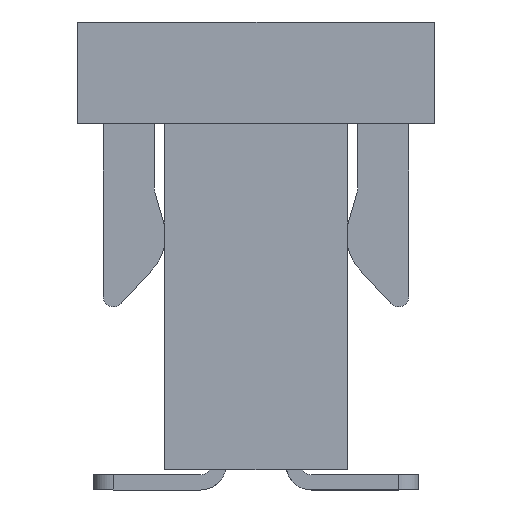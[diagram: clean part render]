
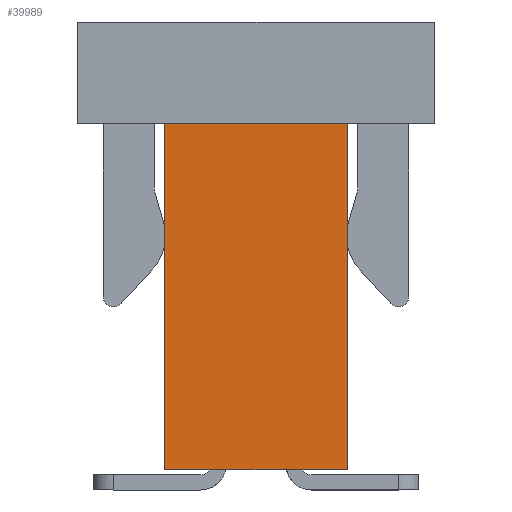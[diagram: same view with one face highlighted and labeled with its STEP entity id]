
A CAD part, left-side view. The second image highlights one B-rep face of the part: STEP entity #39989.
In plain terms, the highlighted planar face has unit normal (-1, 0, 0).
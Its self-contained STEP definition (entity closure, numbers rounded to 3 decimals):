
#27=CARTESIAN_POINT('',(-6.55,-0.9,1.7));
#28=VERTEX_POINT('',#27);
#49=CARTESIAN_POINT('',(-6.55,0.9,1.7));
#50=VERTEX_POINT('',#49);
#60=CARTESIAN_POINT('',(-6.55,-0.9,1.7));
#61=CARTESIAN_POINT('',(-6.55,-0.54,1.7));
#62=CARTESIAN_POINT('',(-6.55,-0.18,1.7));
#63=CARTESIAN_POINT('',(-6.55,0.18,1.7));
#64=CARTESIAN_POINT('',(-6.55,0.54,1.7));
#65=CARTESIAN_POINT('',(-6.55,0.9,1.7));
#66=B_SPLINE_CURVE_WITH_KNOTS('',5,(#60,#61,#62,#63,#64,#65),.UNSPECIFIED.,.F.,.U.,(6,6),(0.,1.8),.UNSPECIFIED.);
#67=EDGE_CURVE('',#28,#50,#66,.T.);
#39916=CARTESIAN_POINT('',(-6.55,-0.9,-1.7));
#39917=VERTEX_POINT('',#39916);
#39929=CARTESIAN_POINT('',(-6.55,-0.9,1.7));
#39930=CARTESIAN_POINT('',(-6.55,-0.9,1.02));
#39931=CARTESIAN_POINT('',(-6.55,-0.9,0.34));
#39932=CARTESIAN_POINT('',(-6.55,-0.9,-0.34));
#39933=CARTESIAN_POINT('',(-6.55,-0.9,-1.02));
#39934=CARTESIAN_POINT('',(-6.55,-0.9,-1.7));
#39935=B_SPLINE_CURVE_WITH_KNOTS('',5,(#39929,#39930,#39931,#39932,#39933,#39934),.UNSPECIFIED.,.F.,.U.,(6,6),(0.,3.4),.UNSPECIFIED.);
#39936=EDGE_CURVE('',#28,#39917,#39935,.T.);
#39941=CARTESIAN_POINT('',(-6.55,0.,0.));
#39942=DIRECTION('',(0.,-1.,0.));
#39943=DIRECTION('',(-1.,0.,0.));
#39944=AXIS2_PLACEMENT_3D('',#39941,#39943,#39942);
#39945=PLANE('',#39944);
#39946=CARTESIAN_POINT('',(-6.55,-0.505,-1.7));
#39947=VERTEX_POINT('',#39946);
#39948=CARTESIAN_POINT('',(-6.55,0.505,-1.7));
#39949=VERTEX_POINT('',#39948);
#39950=CARTESIAN_POINT('',(-6.55,-0.505,-1.7));
#39951=DIRECTION('',(0.,1.,0.));
#39952=VECTOR('',#39951,1.01);
#39953=LINE('',#39950,#39952);
#39954=EDGE_CURVE('',#39947,#39949,#39953,.T.);
#39955=ORIENTED_EDGE('',*,*,#39954,.F.);
#39956=CARTESIAN_POINT('',(-6.55,-0.9,-1.7));
#39957=CARTESIAN_POINT('',(-6.55,-0.821,-1.7));
#39958=CARTESIAN_POINT('',(-6.55,-0.742,-1.7));
#39959=CARTESIAN_POINT('',(-6.55,-0.663,-1.7));
#39960=CARTESIAN_POINT('',(-6.55,-0.584,-1.7));
#39961=CARTESIAN_POINT('',(-6.55,-0.505,-1.7));
#39962=B_SPLINE_CURVE_WITH_KNOTS('',5,(#39956,#39957,#39958,#39959,#39960,#39961),.UNSPECIFIED.,.F.,.U.,(6,6),(0.,0.395),.UNSPECIFIED.);
#39963=EDGE_CURVE('',#39917,#39947,#39962,.T.);
#39964=ORIENTED_EDGE('',*,*,#39963,.F.);
#39965=ORIENTED_EDGE('',*,*,#39936,.F.);
#39966=ORIENTED_EDGE('',*,*,#67,.T.);
#39967=CARTESIAN_POINT('',(-6.55,0.9,-1.7));
#39968=VERTEX_POINT('',#39967);
#39969=CARTESIAN_POINT('',(-6.55,0.9,1.7));
#39970=CARTESIAN_POINT('',(-6.55,0.9,1.02));
#39971=CARTESIAN_POINT('',(-6.55,0.9,0.34));
#39972=CARTESIAN_POINT('',(-6.55,0.9,-0.34));
#39973=CARTESIAN_POINT('',(-6.55,0.9,-1.02));
#39974=CARTESIAN_POINT('',(-6.55,0.9,-1.7));
#39975=B_SPLINE_CURVE_WITH_KNOTS('',5,(#39969,#39970,#39971,#39972,#39973,#39974),.UNSPECIFIED.,.F.,.U.,(6,6),(0.,3.4),.UNSPECIFIED.);
#39976=EDGE_CURVE('',#50,#39968,#39975,.T.);
#39977=ORIENTED_EDGE('',*,*,#39976,.T.);
#39978=CARTESIAN_POINT('',(-6.55,0.9,-1.7));
#39979=CARTESIAN_POINT('',(-6.55,0.821,-1.7));
#39980=CARTESIAN_POINT('',(-6.55,0.742,-1.7));
#39981=CARTESIAN_POINT('',(-6.55,0.663,-1.7));
#39982=CARTESIAN_POINT('',(-6.55,0.584,-1.7));
#39983=CARTESIAN_POINT('',(-6.55,0.505,-1.7));
#39984=B_SPLINE_CURVE_WITH_KNOTS('',5,(#39978,#39979,#39980,#39981,#39982,#39983),.UNSPECIFIED.,.F.,.U.,(6,6),(0.,0.395),.UNSPECIFIED.);
#39985=EDGE_CURVE('',#39968,#39949,#39984,.T.);
#39986=ORIENTED_EDGE('',*,*,#39985,.T.);
#39987=EDGE_LOOP('',(#39955,#39964,#39965,#39966,#39977,#39986));
#39988=FACE_OUTER_BOUND('',#39987,.T.);
#39989=ADVANCED_FACE('',(#39988),#39945,.T.);
